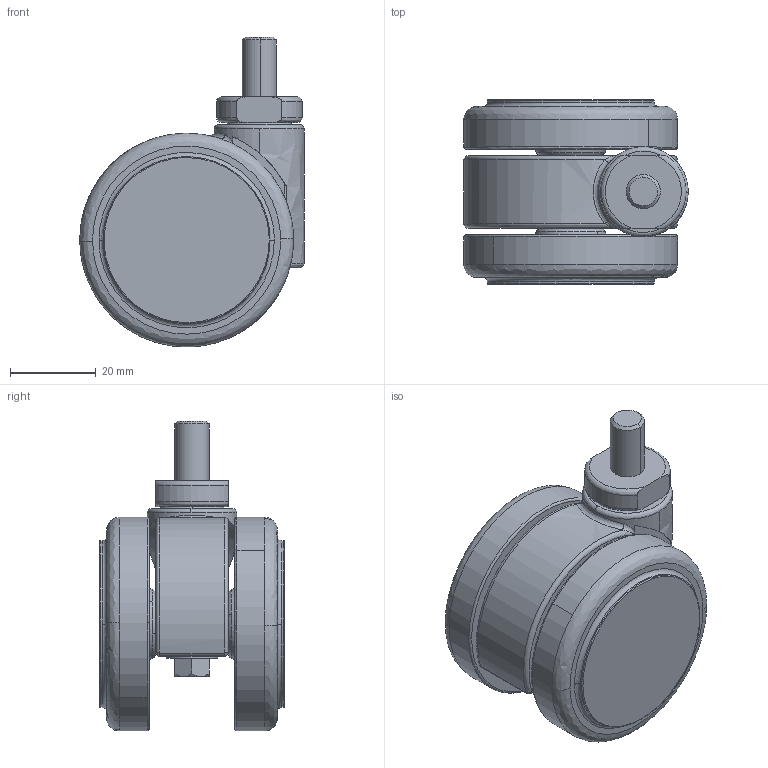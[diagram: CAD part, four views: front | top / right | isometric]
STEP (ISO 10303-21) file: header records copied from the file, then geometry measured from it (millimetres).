
FILE_DESCRIPTION((''),'2;1');
FILE_NAME('','2009-09-16T08:49:38',(''),(''),'','CADfix','');
FILE_SCHEMA(('AUTOMOTIVE_DESIGN { 1 0 10303 214 1 1 1 1 }'));
Length unit declared in the file: millimetre
Bounding box: 52.5 x 43.2 x 72.5 mm (x, y, z)
Volume: 61150.9 mm3; surface area: 21267.7 mm2
Topology: 4 solids, 4 shells, 131 faces, 390 edges, 276 vertices
Faces by surface type: bspline 131
Entity records: 6499 total; most frequent: CARTESIAN_POINT 4381, ORIENTED_EDGE 780, EDGE_CURVE 390, VERTEX_POINT 276, EDGE_LOOP 142, FACE_OUTER_BOUND 131, ADVANCED_FACE 131, QUASI_UNIFORM_CURVE 88
